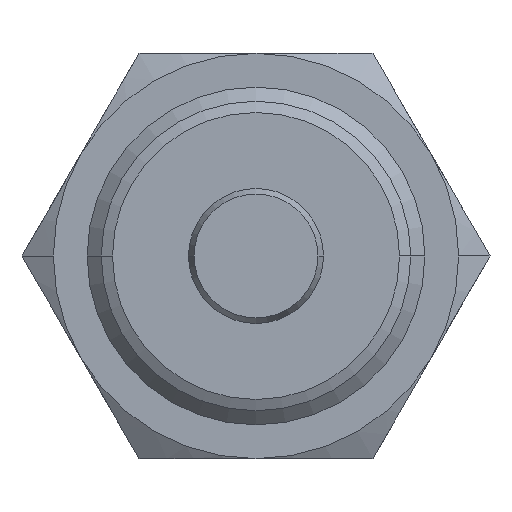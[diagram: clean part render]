
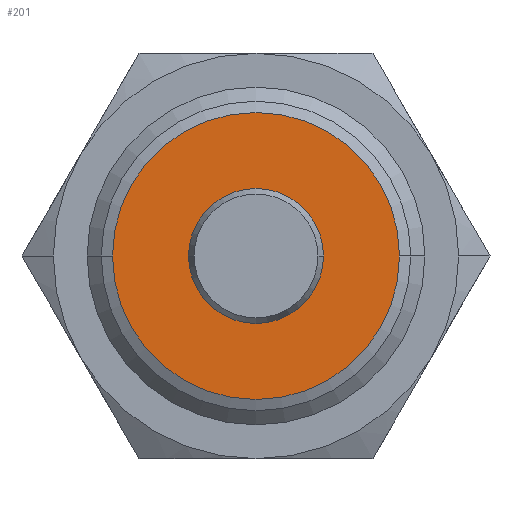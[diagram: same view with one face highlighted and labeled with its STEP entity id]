
A CAD part, front view. The second image highlights one B-rep face of the part: STEP entity #201.
In plain terms, the highlighted planar face has unit normal (0, -1, 0).
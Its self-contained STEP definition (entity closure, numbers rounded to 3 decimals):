
#201=ADVANCED_FACE('',(#333,#334),#335,.T.);
#333=FACE_OUTER_BOUND('',#536,.T.);
#334=FACE_BOUND('',#537,.T.);
#335=PLANE('',#538);
#536=EDGE_LOOP('',(#883,#884));
#537=EDGE_LOOP('',(#885,#886));
#538=AXIS2_PLACEMENT_3D('',#887,#888,#889);
#883=ORIENTED_EDGE('',*,*,#1380,.F.);
#884=ORIENTED_EDGE('',*,*,#1432,.F.);
#885=ORIENTED_EDGE('',*,*,#1385,.T.);
#886=ORIENTED_EDGE('',*,*,#1431,.T.);
#887=CARTESIAN_POINT('',(-9.125,-35.5,0.0));
#888=DIRECTION('',(0.0,-1.0,0.0));
#889=DIRECTION('',(1.0,0.0,0.0));
#1380=EDGE_CURVE('',#1589,#1591,#1592,.T.);
#1385=EDGE_CURVE('',#1595,#1599,#1601,.T.);
#1431=EDGE_CURVE('',#1599,#1595,#1673,.T.);
#1432=EDGE_CURVE('',#1591,#1589,#1674,.T.);
#1589=VERTEX_POINT('',#1911);
#1591=VERTEX_POINT('',#1914);
#1592=CIRCLE('',#1915,12.75);
#1595=VERTEX_POINT('',#1919);
#1599=VERTEX_POINT('',#1924);
#1601=CIRCLE('',#1927,5.5);
#1673=CIRCLE('',#2149,5.5);
#1674=CIRCLE('',#2150,12.75);
#1911=CARTESIAN_POINT('',(-12.75,-35.5,0.0));
#1914=CARTESIAN_POINT('',(12.75,-35.5,0.));
#1915=AXIS2_PLACEMENT_3D('',#2940,#2941,#2942);
#1919=CARTESIAN_POINT('',(-5.5,-35.5,0.0));
#1924=CARTESIAN_POINT('',(5.5,-35.5,0.));
#1927=AXIS2_PLACEMENT_3D('',#2949,#2950,#2951);
#2149=AXIS2_PLACEMENT_3D('',#3035,#3036,#3037);
#2150=AXIS2_PLACEMENT_3D('',#3038,#3039,#3040);
#2940=CARTESIAN_POINT('',(0.0,-35.5,0.0));
#2941=DIRECTION('',(0.0,1.0,0.0));
#2942=DIRECTION('',(-1.0,0.0,0.0));
#2949=CARTESIAN_POINT('',(0.0,-35.5,0.0));
#2950=DIRECTION('',(0.0,1.0,0.0));
#2951=DIRECTION('',(-1.0,0.0,0.0));
#3035=CARTESIAN_POINT('',(0.0,-35.5,0.0));
#3036=DIRECTION('',(0.0,1.0,0.0));
#3037=DIRECTION('',(-1.0,0.0,0.0));
#3038=CARTESIAN_POINT('',(0.0,-35.5,0.0));
#3039=DIRECTION('',(0.0,1.0,0.0));
#3040=DIRECTION('',(-1.0,0.0,0.0));
